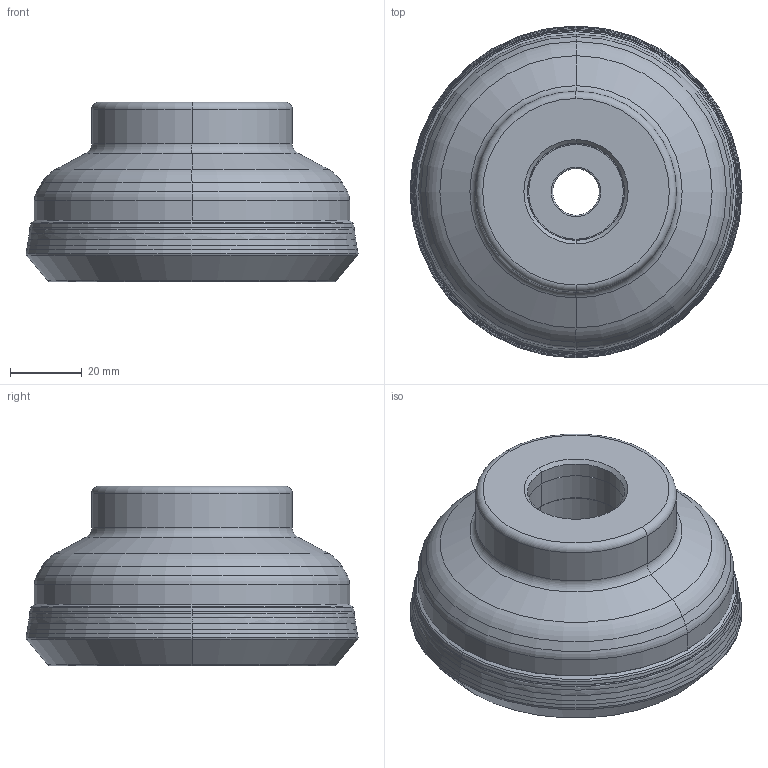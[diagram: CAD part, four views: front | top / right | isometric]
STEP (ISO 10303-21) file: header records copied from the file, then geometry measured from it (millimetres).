
FILE_DESCRIPTION(/* description */ (''),/* implementation_level */ '2;1');
FILE_NAME(/* name */ 'AHX640S-080A06AR_MR0_8.stp',/* time_stamp */ '2021-02-02T08:17:54+09:00',/* author */ (''),/* organization */ (''),/* preprocessor_version */ 'ST-DEVELOPER v16',/* originating_system */ 'SIEMENS PLM Software NX 10.0',/* authorisation */ '');
FILE_SCHEMA (('AUTOMOTIVE_DESIGN { 1 0 10303 214 3 1 1 1 }'));
Length unit declared in the file: millimetre
Products named in the file (1): AHX640S-080A06AR_MR0_8_ASM
Bounding box: 92.55 x 92.55 x 50 mm (x, y, z)
Volume: 262522.3 mm3; surface area: 38788.7 mm2
Topology: 2 solids, 2 shells, 205 faces, 525 edges, 401 vertices
Faces by surface type: torus 66, revolution 54, cone 38, bspline 26, cylinder 14, plane 7
Entity records: 7702 total; most frequent: CARTESIAN_POINT 2546, DIRECTION 1116, ORIENTED_EDGE 908, AXIS2_PLACEMENT_3D 500, EDGE_CURVE 454, CIRCLE 364, VERTEX_POINT 256, EDGE_LOOP 212
